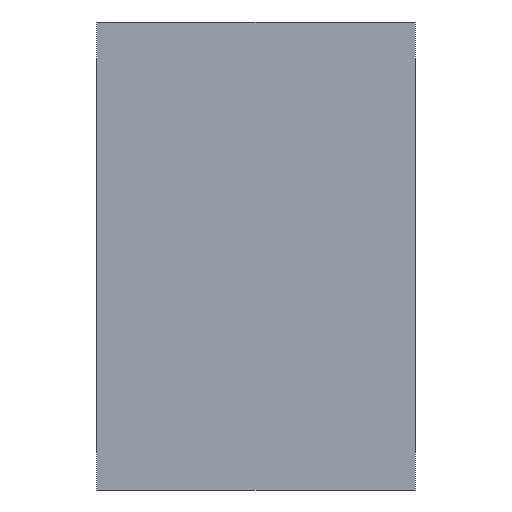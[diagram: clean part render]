
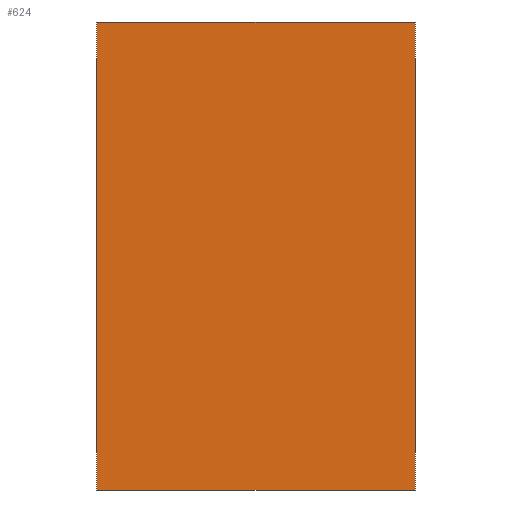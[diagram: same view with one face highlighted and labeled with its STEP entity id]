
A CAD part, left-side view. The second image highlights one B-rep face of the part: STEP entity #624.
In plain terms, the highlighted planar face has unit normal (-1, 0, 0).
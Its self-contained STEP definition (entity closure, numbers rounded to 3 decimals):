
#9 = ORIENTED_EDGE ( 'NONE', *, *, #932, .F. ) ;
#87 = VECTOR ( 'NONE', #760, 1000. ) ;
#112 = DIRECTION ( 'NONE',  ( 0., 0., -1. ) ) ;
#144 = CARTESIAN_POINT ( 'NONE',  ( 0., 170., 0. ) ) ;
#175 = EDGE_CURVE ( 'NONE', #640, #1218, #1145, .T. ) ;
#177 = CARTESIAN_POINT ( 'NONE',  ( 0., 170., -250. ) ) ;
#246 = LINE ( 'NONE', #694, #87 ) ;
#274 = EDGE_CURVE ( 'NONE', #347, #640, #616, .T. ) ;
#301 = VECTOR ( 'NONE', #985, 1000. ) ;
#331 = LINE ( 'NONE', #403, #780 ) ;
#347 = VERTEX_POINT ( 'NONE', #708 ) ;
#403 = CARTESIAN_POINT ( 'NONE',  ( 0., 170., 0. ) ) ;
#455 = ORIENTED_EDGE ( 'NONE', *, *, #175, .T. ) ;
#520 = DIRECTION ( 'NONE',  ( 0., 0., 1. ) ) ;
#601 = CARTESIAN_POINT ( 'NONE',  ( 0., 0., -250. ) ) ;
#611 = AXIS2_PLACEMENT_3D ( 'NONE', #144, #1114, #112 ) ;
#616 = LINE ( 'NONE', #177, #301 ) ;
#624 = ADVANCED_FACE ( 'NONE', ( #1128 ), #936, .F. ) ;
#640 = VERTEX_POINT ( 'NONE', #601 ) ;
#694 = CARTESIAN_POINT ( 'NONE',  ( 0., 170., 0. ) ) ;
#708 = CARTESIAN_POINT ( 'NONE',  ( 0., 170., -250. ) ) ;
#760 = DIRECTION ( 'NONE',  ( 0., 0., 1. ) ) ;
#780 = VECTOR ( 'NONE', #1044, 1000. ) ;
#880 = ORIENTED_EDGE ( 'NONE', *, *, #274, .T. ) ;
#932 = EDGE_CURVE ( 'NONE', #1341, #1218, #331, .T. ) ;
#936 = PLANE ( 'NONE',  #611 ) ;
#968 = ORIENTED_EDGE ( 'NONE', *, *, #1281, .F. ) ;
#985 = DIRECTION ( 'NONE',  ( 0., -1., 0. ) ) ;
#1044 = DIRECTION ( 'NONE',  ( 0., -1., 0. ) ) ;
#1048 = VECTOR ( 'NONE', #520, 1000. ) ;
#1114 = DIRECTION ( 'NONE',  ( 1., 0., 0. ) ) ;
#1128 = FACE_OUTER_BOUND ( 'NONE', #1147, .T. ) ;
#1145 = LINE ( 'NONE', #1308, #1048 ) ;
#1147 = EDGE_LOOP ( 'NONE', ( #455, #9, #968, #880 ) ) ;
#1218 = VERTEX_POINT ( 'NONE', #1275 ) ;
#1275 = CARTESIAN_POINT ( 'NONE',  ( 0., 0., 0. ) ) ;
#1281 = EDGE_CURVE ( 'NONE', #347, #1341, #246, .T. ) ;
#1308 = CARTESIAN_POINT ( 'NONE',  ( 0., 0., 0. ) ) ;
#1341 = VERTEX_POINT ( 'NONE', #1396 ) ;
#1396 = CARTESIAN_POINT ( 'NONE',  ( 0., 170., 0. ) ) ;
